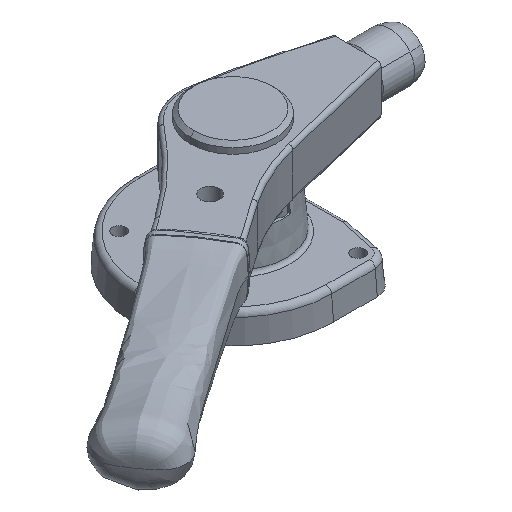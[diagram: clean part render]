
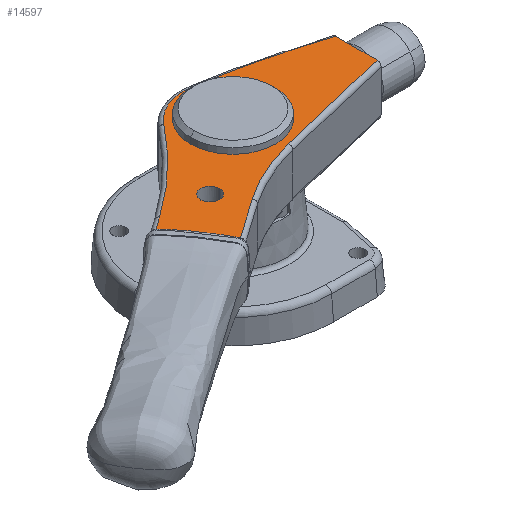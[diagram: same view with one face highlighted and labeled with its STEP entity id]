
A CAD part, isometric view. The second image highlights one B-rep face of the part: STEP entity #14597.
In plain terms, the highlighted face is planar.
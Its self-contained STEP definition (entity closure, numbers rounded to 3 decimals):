
#14541 = VERTEX_POINT ( 'NONE', #19924 ) ;
#14543 = EDGE_CURVE ( 'NONE', #14544, #14541, #19923, .T. ) ;
#14544 = VERTEX_POINT ( 'NONE', #19918 ) ;
#14549 = EDGE_CURVE ( 'NONE', #14550, #14551, #19971, .T. ) ;
#14550 = VERTEX_POINT ( 'NONE', #19967 ) ;
#14551 = VERTEX_POINT ( 'NONE', #19966 ) ;
#14582 = VERTEX_POINT ( 'NONE', #20095 ) ;
#14584 = EDGE_CURVE ( 'NONE', #14585, #14582, #20094, .T. ) ;
#14585 = VERTEX_POINT ( 'NONE', #20089 ) ;
#14596 = EDGE_CURVE ( 'NONE', #14582, #14585, #20063, .T. ) ;
#14597 = ADVANCED_FACE ( 'NONE', ( #20056, #20054, #20053 ), #20052, .F. ) ;
#14598 = EDGE_LOOP ( 'NONE', ( #14599, #14600 ) ) ;
#14599 = ORIENTED_EDGE ( 'NONE', *, *, #14543, .T. ) ;
#14600 = ORIENTED_EDGE ( 'NONE', *, *, #14601, .T. ) ;
#14601 = EDGE_CURVE ( 'NONE', #14541, #14544, #20134, .T. ) ;
#14602 = EDGE_LOOP ( 'NONE', ( #14603, #14668, #14670, #14671, #14674, #14677, #14651, #14654, #14658 ) ) ;
#14603 = ORIENTED_EDGE ( 'NONE', *, *, #14604, .T. ) ;
#14604 = EDGE_CURVE ( 'NONE', #14666, #14667, #20129, .T. ) ;
#14651 = ORIENTED_EDGE ( 'NONE', *, *, #14652, .F. ) ;
#14652 = EDGE_CURVE ( 'NONE', #14653, #14680, #20274, .T. ) ;
#14653 = VERTEX_POINT ( 'NONE', #20270 ) ;
#14654 = ORIENTED_EDGE ( 'NONE', *, *, #14655, .T. ) ;
#14655 = EDGE_CURVE ( 'NONE', #14653, #14657, #20269, .T. ) ;
#14657 = VERTEX_POINT ( 'NONE', #20264 ) ;
#14658 = ORIENTED_EDGE ( 'NONE', *, *, #14659, .T. ) ;
#14659 = EDGE_CURVE ( 'NONE', #14657, #14666, #20263, .T. ) ;
#14660 = EDGE_LOOP ( 'NONE', ( #14661, #14662 ) ) ;
#14661 = ORIENTED_EDGE ( 'NONE', *, *, #14584, .T. ) ;
#14662 = ORIENTED_EDGE ( 'NONE', *, *, #14596, .T. ) ;
#14666 = VERTEX_POINT ( 'NONE', #20312 ) ;
#14667 = VERTEX_POINT ( 'NONE', #20311 ) ;
#14668 = ORIENTED_EDGE ( 'NONE', *, *, #14669, .T. ) ;
#14669 = EDGE_CURVE ( 'NONE', #14667, #14551, #20310, .T. ) ;
#14670 = ORIENTED_EDGE ( 'NONE', *, *, #14549, .F. ) ;
#14671 = ORIENTED_EDGE ( 'NONE', *, *, #14672, .T. ) ;
#14672 = EDGE_CURVE ( 'NONE', #14550, #14673, #20306, .T. ) ;
#14673 = VERTEX_POINT ( 'NONE', #20302 ) ;
#14674 = ORIENTED_EDGE ( 'NONE', *, *, #14675, .T. ) ;
#14675 = EDGE_CURVE ( 'NONE', #14673, #14676, #20301, .T. ) ;
#14676 = VERTEX_POINT ( 'NONE', #20296 ) ;
#14677 = ORIENTED_EDGE ( 'NONE', *, *, #14678, .T. ) ;
#14678 = EDGE_CURVE ( 'NONE', #14676, #14680, #20295, .T. ) ;
#14680 = VERTEX_POINT ( 'NONE', #20291 ) ;
#19918 = CARTESIAN_POINT ( 'NONE',  ( -13.1, 0., -13. ) ) ;
#19919 = DIRECTION ( 'NONE',  ( 1., 0., 0. ) ) ;
#19920 = DIRECTION ( 'NONE',  ( 0., 0., 1. ) ) ;
#19921 = CARTESIAN_POINT ( 'NONE',  ( 0., 0., -13. ) ) ;
#19922 = AXIS2_PLACEMENT_3D ( 'NONE', #19921, #19920, #19919 ) ;
#19923 = CIRCLE ( 'NONE', #19922, 13.1 ) ;
#19924 = CARTESIAN_POINT ( 'NONE',  ( 13.1, 0., -13. ) ) ;
#19966 = CARTESIAN_POINT ( 'NONE',  ( 70.614, -29.912, -13. ) ) ;
#19967 = CARTESIAN_POINT ( 'NONE',  ( 52.259, -56.125, -13. ) ) ;
#19968 = DIRECTION ( 'NONE',  ( 0.574, 0.819, 0. ) ) ;
#19969 = VECTOR ( 'NONE', #19968, 1000. ) ;
#19970 = CARTESIAN_POINT ( 'NONE',  ( 51.112, -57.763, -13. ) ) ;
#19971 = LINE ( 'NONE', #19970, #19969 ) ;
#20052 = PLANE ( 'NONE',  #20139 ) ;
#20053 = FACE_BOUND ( 'NONE', #14660, .T. ) ;
#20054 = FACE_OUTER_BOUND ( 'NONE', #14602, .T. ) ;
#20056 = FACE_BOUND ( 'NONE', #14598, .T. ) ;
#20057 = DIRECTION ( 'NONE',  ( 1., 0., 0. ) ) ;
#20058 = DIRECTION ( 'NONE',  ( 0., 0., 1. ) ) ;
#20060 = CARTESIAN_POINT ( 'NONE',  ( 40.138, -28.105, -13. ) ) ;
#20062 = AXIS2_PLACEMENT_3D ( 'NONE', #20060, #20058, #20057 ) ;
#20063 = CIRCLE ( 'NONE', #20062, 5.05 ) ;
#20089 = CARTESIAN_POINT ( 'NONE',  ( 35.088, -28.105, -13. ) ) ;
#20090 = DIRECTION ( 'NONE',  ( 1., 0., 0. ) ) ;
#20091 = DIRECTION ( 'NONE',  ( 0., 0., 1. ) ) ;
#20092 = CARTESIAN_POINT ( 'NONE',  ( 40.138, -28.105, -13. ) ) ;
#20093 = AXIS2_PLACEMENT_3D ( 'NONE', #20092, #20091, #20090 ) ;
#20094 = CIRCLE ( 'NONE', #20093, 5.05 ) ;
#20095 = CARTESIAN_POINT ( 'NONE',  ( 45.188, -28.105, -13. ) ) ;
#20125 = DIRECTION ( 'NONE',  ( 1., 0., 0. ) ) ;
#20126 = DIRECTION ( 'NONE',  ( 0., 0., 1. ) ) ;
#20127 = CARTESIAN_POINT ( 'NONE',  ( 179.745, 140.27, -13. ) ) ;
#20128 = AXIS2_PLACEMENT_3D ( 'NONE', #20127, #20126, #20125 ) ;
#20129 = CIRCLE ( 'NONE', #20128, 202. ) ;
#20130 = DIRECTION ( 'NONE',  ( 1., 0., 0. ) ) ;
#20131 = DIRECTION ( 'NONE',  ( 0., 0., 1. ) ) ;
#20132 = CARTESIAN_POINT ( 'NONE',  ( 0., 0., -13. ) ) ;
#20133 = AXIS2_PLACEMENT_3D ( 'NONE', #20132, #20131, #20130 ) ;
#20134 = CIRCLE ( 'NONE', #20133, 13.1 ) ;
#20135 = DIRECTION ( 'NONE',  ( 1., 0., 0. ) ) ;
#20137 = DIRECTION ( 'NONE',  ( 0., 0., 1. ) ) ;
#20138 = CARTESIAN_POINT ( 'NONE',  ( -27.278, -124.951, -13. ) ) ;
#20139 = AXIS2_PLACEMENT_3D ( 'NONE', #20138, #20137, #20135 ) ;
#20259 = DIRECTION ( 'NONE',  ( 1., 0., 0. ) ) ;
#20260 = DIRECTION ( 'NONE',  ( 0., 0., -1. ) ) ;
#20261 = CARTESIAN_POINT ( 'NONE',  ( 0., 0., -13. ) ) ;
#20262 = AXIS2_PLACEMENT_3D ( 'NONE', #20261, #20260, #20259 ) ;
#20263 = CIRCLE ( 'NONE', #20262, 26. ) ;
#20264 = CARTESIAN_POINT ( 'NONE',  ( -4.125, 25.671, -13. ) ) ;
#20265 = DIRECTION ( 'NONE',  ( 1., 0., 0. ) ) ;
#20266 = DIRECTION ( 'NONE',  ( 0., 0., -1. ) ) ;
#20267 = CARTESIAN_POINT ( 'NONE',  ( 59.019, -367.288, -13. ) ) ;
#20268 = AXIS2_PLACEMENT_3D ( 'NONE', #20267, #20266, #20265 ) ;
#20269 = CIRCLE ( 'NONE', #20268, 398. ) ;
#20270 = CARTESIAN_POINT ( 'NONE',  ( -65., 10.896, -13. ) ) ;
#20271 = DIRECTION ( 'NONE',  ( 0., -1., 0. ) ) ;
#20272 = VECTOR ( 'NONE', #20271, 1000. ) ;
#20273 = CARTESIAN_POINT ( 'NONE',  ( -65., -13., -13. ) ) ;
#20274 = LINE ( 'NONE', #20273, #20272 ) ;
#20291 = CARTESIAN_POINT ( 'NONE',  ( -65., -10.943, -13. ) ) ;
#20292 = DIRECTION ( 'NONE',  ( -0.972, 0.234, 0. ) ) ;
#20293 = VECTOR ( 'NONE', #20292, 1000. ) ;
#20294 = CARTESIAN_POINT ( 'NONE',  ( -3.384, -25.789, -13. ) ) ;
#20295 = LINE ( 'NONE', #20294, #20293 ) ;
#20296 = CARTESIAN_POINT ( 'NONE',  ( -3.384, -25.789, -13. ) ) ;
#20297 = DIRECTION ( 'NONE',  ( 1., 0., 0. ) ) ;
#20298 = DIRECTION ( 'NONE',  ( 0., 0., 1. ) ) ;
#20299 = CARTESIAN_POINT ( 'NONE',  ( -27.278, -124.951, -13. ) ) ;
#20300 = AXIS2_PLACEMENT_3D ( 'NONE', #20299, #20298, #20297 ) ;
#20301 = CIRCLE ( 'NONE', #20300, 102. ) ;
#20302 = CARTESIAN_POINT ( 'NONE',  ( 31.227, -41.398, -13. ) ) ;
#20303 = DIRECTION ( 'NONE',  ( -0.819, 0.574, 0. ) ) ;
#20304 = VECTOR ( 'NONE', #20303, 1000. ) ;
#20305 = CARTESIAN_POINT ( 'NONE',  ( 31.227, -41.398, -13. ) ) ;
#20306 = LINE ( 'NONE', #20305, #20304 ) ;
#20307 = DIRECTION ( 'NONE',  ( 0.819, -0.574, 0. ) ) ;
#20308 = VECTOR ( 'NONE', #20307, 1000. ) ;
#20309 = CARTESIAN_POINT ( 'NONE',  ( 49.581, -15.185, -13. ) ) ;
#20310 = LINE ( 'NONE', #20309, #20308 ) ;
#20311 = CARTESIAN_POINT ( 'NONE',  ( 63.883, -25.199, -13. ) ) ;
#20312 = CARTESIAN_POINT ( 'NONE',  ( 20.497, 15.996, -13. ) ) ;
